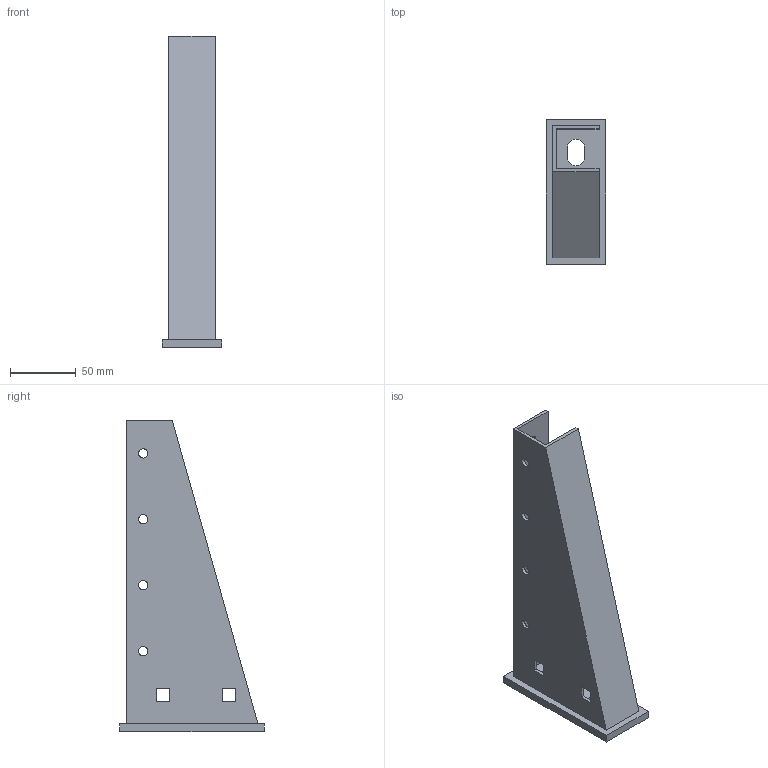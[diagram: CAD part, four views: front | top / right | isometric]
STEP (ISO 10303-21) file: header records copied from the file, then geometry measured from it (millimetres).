
FILE_DESCRIPTION (( 'STEP AP214' ), '1' );
FILE_NAME ('岓臍 192.11.00-00.STEP', '2023-06-15T12:00:54', ( '' ), ( '' ), 'SwSTEP 2.0', 'SolidWorks 2022', '' );
FILE_SCHEMA (( 'AUTOMOTIVE_DESIGN' ));
Length unit declared in the file: millimetre
Products named in the file (1): КИВА 192.11.00-00
Bounding box: 45 x 110 x 236 mm (x, y, z)
Volume: 99246.7 mm3; surface area: 72283.8 mm2
Topology: 1 solids, 1 shells, 54 faces, 153 edges, 102 vertices
Faces by surface type: plane 33, cylinder 21
Entity records: 1837 total; most frequent: CARTESIAN_POINT 310, ORIENTED_EDGE 306, DIRECTION 305, EDGE_CURVE 153, LINE 111, VECTOR 111, VERTEX_POINT 102, AXIS2_PLACEMENT_3D 97
